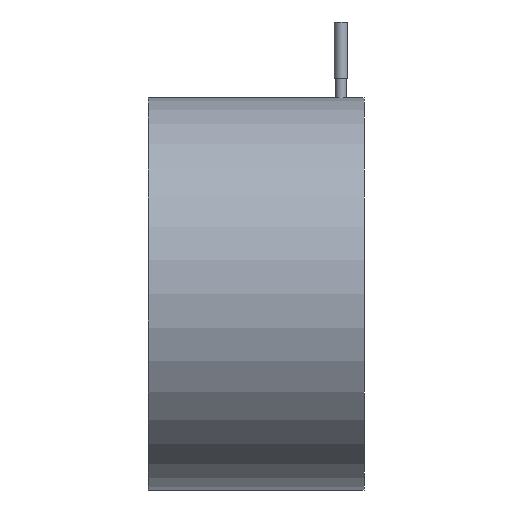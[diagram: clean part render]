
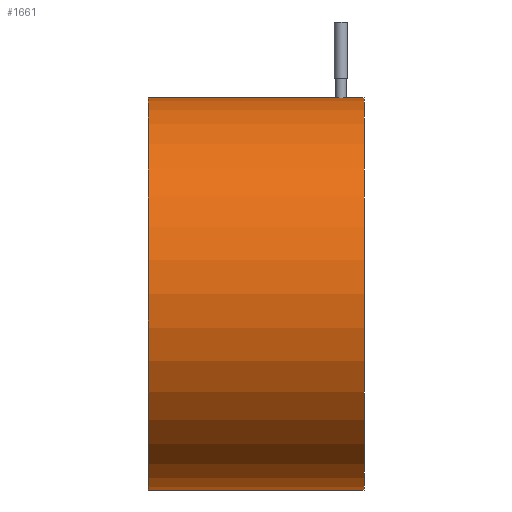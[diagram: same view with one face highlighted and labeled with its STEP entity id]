
A CAD part, front view. The second image highlights one B-rep face of the part: STEP entity #1661.
In plain terms, the highlighted cylindrical face has radius 88.519 mm (diameter 177.038 mm), a partial arc.
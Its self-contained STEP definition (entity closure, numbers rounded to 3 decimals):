
#1462=CARTESIAN_POINT('POINT437',(89.535,0.,
   88.519));
#1463=VERTEX_POINT('VERTEX437',#1462);
#1471=CARTESIAN_POINT('POINT438',(84.709,0.,
   88.519));
#1472=VERTEX_POINT('VERTEX438',#1471);
#1479=CARTESIAN_POINT('POINT439',(87.122,-2.413,
   88.486));
#1480=VERTEX_POINT('VERTEX439',#1479);
#1481=B_SPLINE_CURVE_WITH_KNOTS('SPLINE_CRV7',3,(#1482,#1483,#1484,#1485
   ,#1486,#1487,#1488,#1489,#1490,#1491),.UNSPECIFIED.,.F.,.F.,(4,2,2,2,
   4),(0.,0.036,0.072,
   0.107,0.143),.UNSPECIFIED.);
#1482=CARTESIAN_POINT('',(87.122,-2.413,88.486)
   );
#1483=CARTESIAN_POINT('',(86.819,-2.413,
   88.486));
#1484=CARTESIAN_POINT('',(86.496,-2.352,
   88.488));
#1485=CARTESIAN_POINT('',(85.901,-2.106,
   88.494));
#1486=CARTESIAN_POINT('',(85.63,-1.92,
   88.498));
#1487=CARTESIAN_POINT('',(85.202,-1.492,
   88.507));
#1488=CARTESIAN_POINT('',(85.016,-1.221,
   88.511));
#1489=CARTESIAN_POINT('',(84.77,-0.626,
   88.517));
#1490=CARTESIAN_POINT('',(84.709,-0.303,88.519
   ));
#1491=CARTESIAN_POINT('',(84.709,0.,88.519
   ));
#1492=EDGE_CURVE('EDGE723',#1480,#1472,#1481,.T.);
#1494=B_SPLINE_CURVE_WITH_KNOTS('SPLINE_CRV8',3,(#1495,#1496,#1497,#1498
   ,#1499,#1500,#1501,#1502,#1503,#1504),.UNSPECIFIED.,.F.,.F.,(4,2,2,2,
   4),(0.429,0.465,0.501
   ,0.537,0.573),.UNSPECIFIED.);
#1495=CARTESIAN_POINT('',(89.535,0.,88.519)
   );
#1496=CARTESIAN_POINT('',(89.535,-0.303,88.519
   ));
#1497=CARTESIAN_POINT('',(89.474,-0.626,
   88.517));
#1498=CARTESIAN_POINT('',(89.228,-1.221,
   88.511));
#1499=CARTESIAN_POINT('',(89.042,-1.492,
   88.507));
#1500=CARTESIAN_POINT('',(88.614,-1.92,
   88.498));
#1501=CARTESIAN_POINT('',(88.343,-2.106,
   88.494));
#1502=CARTESIAN_POINT('',(87.748,-2.352,
   88.488));
#1503=CARTESIAN_POINT('',(87.425,-2.413,
   88.486));
#1504=CARTESIAN_POINT('',(87.122,-2.413,88.486)
   );
#1505=EDGE_CURVE('EDGE724',#1463,#1480,#1494,.T.);
#1570=CARTESIAN_POINT('POINT440',(0.,
   0.,88.519));
#1571=VERTEX_POINT('VERTEX440',#1570);
#1572=CARTESIAN_POINT('POINT441',(0.,
   0.,-88.519));
#1573=VERTEX_POINT('VERTEX441',#1572);
#1574=CARTESIAN_POINT('POS731',(0.,0.,0.)
   );
#1575=DIRECTION('DIR1185',(-1.,0.,0.));
#1576=DIRECTION('DIR1186',(0.,0.,1.));
#1577=AXIS2_PLACEMENT_3D('AXIS455',#1574,#1575,#1576);
#1578=CIRCLE('ELLIPSE230',#1577,88.519);
#1581=EDGE_CURVE('EDGE727',#1573,#1571,#1578,.T.);
#1611=CARTESIAN_POINT('POINT442',(97.536,0.,
   88.519));
#1612=VERTEX_POINT('VERTEX442',#1611);
#1613=CARTESIAN_POINT('POINT443',(97.536,0.,
   -88.519));
#1614=VERTEX_POINT('VERTEX443',#1613);
#1615=CARTESIAN_POINT('POS733',(97.536,0.,0.));
#1616=DIRECTION('DIR1189',(-1.,0.,0.));
#1617=DIRECTION('DIR1190',(0.,0.,1.));
#1618=AXIS2_PLACEMENT_3D('AXIS457',#1615,#1616,#1617);
#1619=CIRCLE('ELLIPSE231',#1618,88.519);
#1622=EDGE_CURVE('EDGE729',#1614,#1612,#1619,.T.);
#1632=CARTESIAN_POINT('POS735',(48.768,0.,
   88.519));
#1633=DIRECTION('DIR1193',(-1.,0.,0.));
#1634=VECTOR('VEC277',#1633,1.);
#1635=LINE('STRAIGHT277',#1632,#1634);
#1636=EDGE_CURVE('EDGE730',#1612,#1463,#1635,.T.);
#1637=ORIENTED_EDGE('COEDGE1452',*,*,#1636,.T.);
#1638=ORIENTED_EDGE('COEDGE1453',*,*,#1505,.T.);
#1639=ORIENTED_EDGE('COEDGE1454',*,*,#1492,.T.);
#1640=CARTESIAN_POINT('POS736',(48.768,0.,
   88.519));
#1641=DIRECTION('DIR1194',(-1.,0.,0.));
#1642=VECTOR('VEC278',#1641,1.);
#1643=LINE('STRAIGHT278',#1640,#1642);
#1644=EDGE_CURVE('EDGE731',#1472,#1571,#1643,.T.);
#1645=ORIENTED_EDGE('COEDGE1455',*,*,#1644,.T.);
#1646=ORIENTED_EDGE('COEDGE1456',*,*,#1581,.F.);
#1647=CARTESIAN_POINT('POS737',(48.768,0.,
   -88.519));
#1648=DIRECTION('DIR1195',(1.,0.,0.));
#1649=VECTOR('VEC279',#1648,1.);
#1650=LINE('STRAIGHT279',#1647,#1649);
#1651=EDGE_CURVE('EDGE732',#1573,#1614,#1650,.T.);
#1652=ORIENTED_EDGE('COEDGE1457',*,*,#1651,.T.);
#1653=ORIENTED_EDGE('COEDGE1458',*,*,#1622,.T.);
#1654=EDGE_LOOP('NONE',(#1637,#1638,#1639,#1645,#1646,#1652,#1653));
#1655=FACE_BOUND('LOOP1',#1654,.T.);
#1656=CARTESIAN_POINT('POS738',(48.768,0.,0.));
#1657=DIRECTION('DIR1196',(-1.,0.,0.));
#1658=DIRECTION('DIR1197',(0.,0.,1.));
#1659=AXIS2_PLACEMENT_3D('AXIS459',#1656,#1657,#1658);
#1660=CYLINDRICAL_SURFACE('CONE_SURF138',#1659,88.519);
#1661=ADVANCED_FACE('FACE370',(#1655),#1660,.T.);
